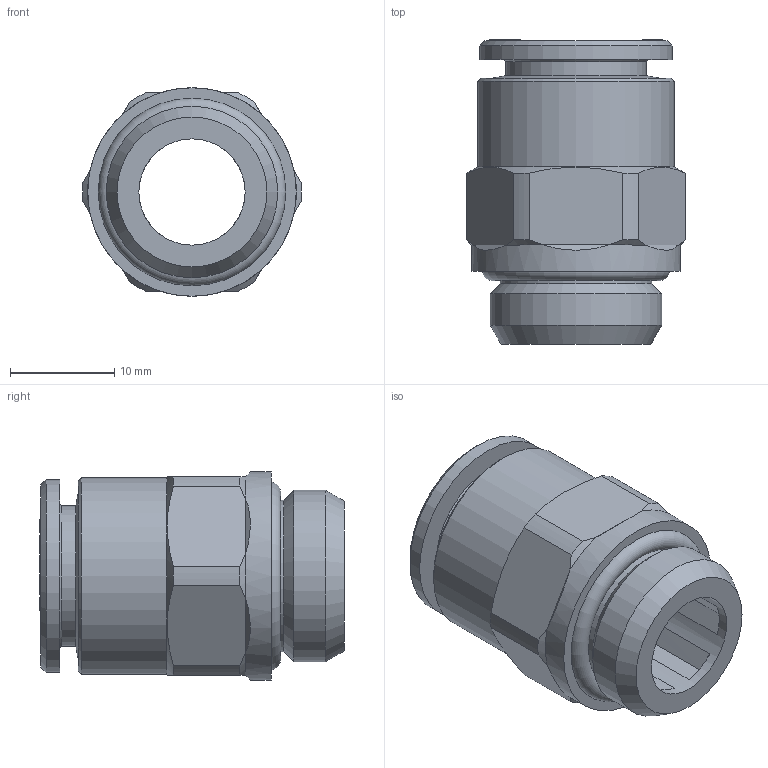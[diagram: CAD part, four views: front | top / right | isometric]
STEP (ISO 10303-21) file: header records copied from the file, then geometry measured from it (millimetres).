
FILE_DESCRIPTION( ( 'STEP AP214' ), '1' );
FILE_NAME( 'AP020063.stp', '2021-04-19T14:17:19', ( 'License CC BY-ND 4.0' ), ( 'CADENAS' ), ' ', 'PARTsolutions', ' ' );
FILE_SCHEMA( ( 'AUTOMOTIVE_DESIGN { 1 0 10303 214 1 1 1 1 }' ) );
Length unit declared in the file: millimetre
Products named in the file (2): AP020063; Rivoluzione2
Assembly tree (1 placements, depth 2):
  AP020063
    Rivoluzione2
Bounding box: 20.99 x 29.2 x 20 mm (x, y, z)
Volume: 4528.4 mm3; surface area: 3429.3 mm2
Topology: 1 solids, 1 shells, 178 faces, 461 edges, 301 vertices
Faces by surface type: plane 108, bspline 40, cone 15, cylinder 14, torus 1
Full cylindrical faces by diameter (mm): 10.2 x1, 12.15 x1, 13.5 x1, 14.5 x1, 16.45 x1, 18.5 x1, 18.9 x1, 20 x1
Entity records: 9022 total; most frequent: CARTESIAN_POINT 3622, ORIENTED_EDGE 878, DIRECTION 650, EDGE_CURVE 439, VERTEX_POINT 297, LINE 268, VECTOR 268, EDGE_LOOP 214
